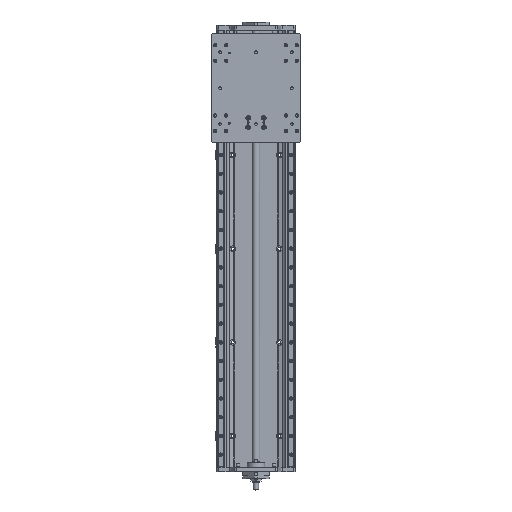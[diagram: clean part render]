
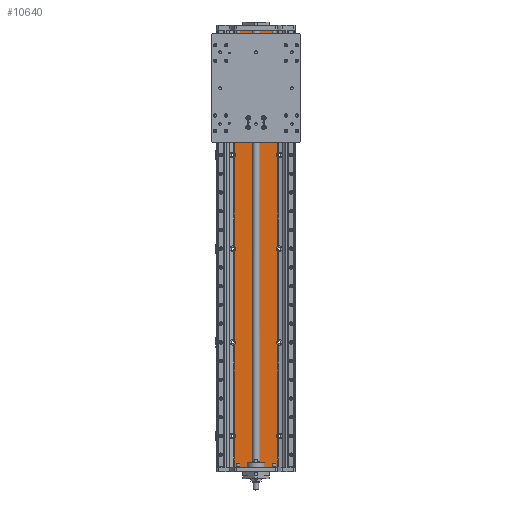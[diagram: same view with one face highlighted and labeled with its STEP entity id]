
A CAD part, top view. The second image highlights one B-rep face of the part: STEP entity #10640.
In plain terms, the highlighted planar face has unit normal (0, 0, 1).
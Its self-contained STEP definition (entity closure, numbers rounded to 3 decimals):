
#7048=CARTESIAN_POINT('',(56.069,-293.601,19.));
#7049=VERTEX_POINT('',#7048);
#7067=CARTESIAN_POINT('',(56.069,-386.,19.));
#7068=VERTEX_POINT('',#7067);
#7076=CARTESIAN_POINT('',(56.069,-386.,19.));
#7077=DIRECTION('',(0.0,1.0,0.0));
#7078=VECTOR('',#7077,92.399);
#7079=LINE('',#7076,#7078);
#7080=EDGE_CURVE('',#7068,#7049,#7079,.T.);
#9933=CARTESIAN_POINT('',(56.069,921.601,19.));
#9934=VERTEX_POINT('',#9933);
#9942=CARTESIAN_POINT('',(56.069,1014.,19.));
#9943=VERTEX_POINT('',#9942);
#9944=CARTESIAN_POINT('',(56.069,921.601,19.));
#9945=DIRECTION('',(0.0,1.0,0.0));
#9946=VECTOR('',#9945,92.399);
#9947=LINE('',#9944,#9946);
#9948=EDGE_CURVE('',#9934,#9943,#9947,.T.);
#10073=CARTESIAN_POINT('',(196.431,-293.601,19.));
#10074=VERTEX_POINT('',#10073);
#10082=CARTESIAN_POINT('',(196.431,-386.,19.));
#10083=VERTEX_POINT('',#10082);
#10084=CARTESIAN_POINT('',(196.431,-293.601,19.));
#10085=DIRECTION('',(0.0,-1.0,0.0));
#10086=VECTOR('',#10085,92.399);
#10087=LINE('',#10084,#10086);
#10088=EDGE_CURVE('',#10074,#10083,#10087,.T.);
#10141=CARTESIAN_POINT('',(56.069,-278.399,19.));
#10142=VERTEX_POINT('',#10141);
#10143=CARTESIAN_POINT('',(51.25,-286.,19.));
#10144=DIRECTION('',(0.0,0.0,-1.0));
#10145=DIRECTION('',(1.0,0.0,0.0));
#10146=AXIS2_PLACEMENT_3D('',#10143,#10144,#10145);
#10147=CIRCLE('',#10146,9.0);
#10148=EDGE_CURVE('',#10142,#7049,#10147,.T.);
#10218=CARTESIAN_POINT('',(196.431,-278.399,19.));
#10219=VERTEX_POINT('',#10218);
#10229=CARTESIAN_POINT('',(201.25,-286.,19.));
#10230=DIRECTION('',(0.0,0.0,-1.0));
#10231=DIRECTION('',(1.0,0.0,0.0));
#10232=AXIS2_PLACEMENT_3D('',#10229,#10230,#10231);
#10233=CIRCLE('',#10232,9.0);
#10234=EDGE_CURVE('',#10074,#10219,#10233,.T.);
#10275=CARTESIAN_POINT('',(196.431,621.601,19.));
#10276=VERTEX_POINT('',#10275);
#10294=CARTESIAN_POINT('',(196.431,906.399,19.));
#10295=VERTEX_POINT('',#10294);
#10303=CARTESIAN_POINT('',(196.431,906.399,19.));
#10304=DIRECTION('',(0.0,-1.0,0.0));
#10305=VECTOR('',#10304,284.798);
#10306=LINE('',#10303,#10305);
#10307=EDGE_CURVE('',#10295,#10276,#10306,.T.);
#10317=CARTESIAN_POINT('',(196.431,921.601,19.));
#10318=VERTEX_POINT('',#10317);
#10336=CARTESIAN_POINT('',(196.431,1014.,19.));
#10337=VERTEX_POINT('',#10336);
#10345=CARTESIAN_POINT('',(196.431,1014.,19.));
#10346=DIRECTION('',(0.0,-1.0,0.0));
#10347=VECTOR('',#10346,92.399);
#10348=LINE('',#10345,#10347);
#10349=EDGE_CURVE('',#10337,#10318,#10348,.T.);
#10388=CARTESIAN_POINT('',(201.25,914.,19.));
#10389=DIRECTION('',(0.0,0.0,-1.0));
#10390=DIRECTION('',(1.0,0.0,0.0));
#10391=AXIS2_PLACEMENT_3D('',#10388,#10389,#10390);
#10392=CIRCLE('',#10391,9.0);
#10393=EDGE_CURVE('',#10295,#10318,#10392,.T.);
#10463=CARTESIAN_POINT('',(56.069,906.399,19.));
#10464=VERTEX_POINT('',#10463);
#10472=CARTESIAN_POINT('',(51.25,914.,19.));
#10473=DIRECTION('',(0.0,0.0,-1.0));
#10474=DIRECTION('',(1.0,0.0,0.0));
#10475=AXIS2_PLACEMENT_3D('',#10472,#10473,#10474);
#10476=CIRCLE('',#10475,9.0);
#10477=EDGE_CURVE('',#9934,#10464,#10476,.T.);
#10506=CARTESIAN_POINT('',(216.8,1016.5,19.));
#10507=DIRECTION('',(0.0,0.0,-1.0));
#10508=DIRECTION('',(0.0,1.0,0.0));
#10509=AXIS2_PLACEMENT_3D('',#10506,#10507,#10508);
#10510=PLANE('',#10509);
#10511=CARTESIAN_POINT('',(56.069,621.601,19.));
#10512=VERTEX_POINT('',#10511);
#10513=CARTESIAN_POINT('',(56.069,606.399,19.));
#10514=VERTEX_POINT('',#10513);
#10515=CARTESIAN_POINT('',(51.25,614.,19.));
#10516=DIRECTION('',(0.0,0.0,-1.0));
#10517=DIRECTION('',(1.0,0.0,0.0));
#10518=AXIS2_PLACEMENT_3D('',#10515,#10516,#10517);
#10519=CIRCLE('',#10518,9.0);
#10520=EDGE_CURVE('',#10512,#10514,#10519,.T.);
#10521=ORIENTED_EDGE('',*,*,#10520,.T.);
#10522=CARTESIAN_POINT('',(56.069,321.601,19.));
#10523=VERTEX_POINT('',#10522);
#10524=CARTESIAN_POINT('',(56.069,321.601,19.));
#10525=DIRECTION('',(0.0,1.0,0.0));
#10526=VECTOR('',#10525,284.798);
#10527=LINE('',#10524,#10526);
#10528=EDGE_CURVE('',#10523,#10514,#10527,.T.);
#10529=ORIENTED_EDGE('',*,*,#10528,.F.);
#10530=CARTESIAN_POINT('',(56.069,306.399,19.));
#10531=VERTEX_POINT('',#10530);
#10532=CARTESIAN_POINT('',(51.25,314.,19.));
#10533=DIRECTION('',(0.0,0.0,-1.0));
#10534=DIRECTION('',(1.0,0.0,0.0));
#10535=AXIS2_PLACEMENT_3D('',#10532,#10533,#10534);
#10536=CIRCLE('',#10535,9.0);
#10537=EDGE_CURVE('',#10523,#10531,#10536,.T.);
#10538=ORIENTED_EDGE('',*,*,#10537,.T.);
#10539=CARTESIAN_POINT('',(56.069,21.601,19.));
#10540=VERTEX_POINT('',#10539);
#10541=CARTESIAN_POINT('',(56.069,21.601,19.));
#10542=DIRECTION('',(0.0,1.0,0.0));
#10543=VECTOR('',#10542,284.798);
#10544=LINE('',#10541,#10543);
#10545=EDGE_CURVE('',#10540,#10531,#10544,.T.);
#10546=ORIENTED_EDGE('',*,*,#10545,.F.);
#10547=CARTESIAN_POINT('',(56.069,6.399,19.));
#10548=VERTEX_POINT('',#10547);
#10549=CARTESIAN_POINT('',(51.25,14.,19.));
#10550=DIRECTION('',(0.0,0.0,-1.0));
#10551=DIRECTION('',(1.0,0.0,0.0));
#10552=AXIS2_PLACEMENT_3D('',#10549,#10550,#10551);
#10553=CIRCLE('',#10552,9.0);
#10554=EDGE_CURVE('',#10540,#10548,#10553,.T.);
#10555=ORIENTED_EDGE('',*,*,#10554,.T.);
#10556=CARTESIAN_POINT('',(56.069,-278.399,19.));
#10557=DIRECTION('',(0.0,1.0,0.0));
#10558=VECTOR('',#10557,284.798);
#10559=LINE('',#10556,#10558);
#10560=EDGE_CURVE('',#10142,#10548,#10559,.T.);
#10561=ORIENTED_EDGE('',*,*,#10560,.F.);
#10562=ORIENTED_EDGE('',*,*,#10148,.T.);
#10563=ORIENTED_EDGE('',*,*,#7080,.F.);
#10564=CARTESIAN_POINT('',(56.069,-386.,19.));
#10565=DIRECTION('',(1.0,0.0,0.0));
#10566=VECTOR('',#10565,140.361);
#10567=LINE('',#10564,#10566);
#10568=EDGE_CURVE('',#7068,#10083,#10567,.T.);
#10569=ORIENTED_EDGE('',*,*,#10568,.T.);
#10570=ORIENTED_EDGE('',*,*,#10088,.F.);
#10571=ORIENTED_EDGE('',*,*,#10234,.T.);
#10572=CARTESIAN_POINT('',(196.431,6.399,19.));
#10573=VERTEX_POINT('',#10572);
#10574=CARTESIAN_POINT('',(196.431,6.399,19.));
#10575=DIRECTION('',(0.0,-1.0,0.0));
#10576=VECTOR('',#10575,284.798);
#10577=LINE('',#10574,#10576);
#10578=EDGE_CURVE('',#10573,#10219,#10577,.T.);
#10579=ORIENTED_EDGE('',*,*,#10578,.F.);
#10580=CARTESIAN_POINT('',(196.431,21.601,19.));
#10581=VERTEX_POINT('',#10580);
#10582=CARTESIAN_POINT('',(201.25,14.,19.));
#10583=DIRECTION('',(0.0,0.0,-1.0));
#10584=DIRECTION('',(1.0,0.0,0.0));
#10585=AXIS2_PLACEMENT_3D('',#10582,#10583,#10584);
#10586=CIRCLE('',#10585,9.0);
#10587=EDGE_CURVE('',#10573,#10581,#10586,.T.);
#10588=ORIENTED_EDGE('',*,*,#10587,.T.);
#10589=CARTESIAN_POINT('',(196.431,306.399,19.));
#10590=VERTEX_POINT('',#10589);
#10591=CARTESIAN_POINT('',(196.431,306.399,19.));
#10592=DIRECTION('',(0.0,-1.0,0.0));
#10593=VECTOR('',#10592,284.798);
#10594=LINE('',#10591,#10593);
#10595=EDGE_CURVE('',#10590,#10581,#10594,.T.);
#10596=ORIENTED_EDGE('',*,*,#10595,.F.);
#10597=CARTESIAN_POINT('',(196.431,321.601,19.));
#10598=VERTEX_POINT('',#10597);
#10599=CARTESIAN_POINT('',(201.25,314.,19.));
#10600=DIRECTION('',(0.0,0.0,-1.0));
#10601=DIRECTION('',(1.0,0.0,0.0));
#10602=AXIS2_PLACEMENT_3D('',#10599,#10600,#10601);
#10603=CIRCLE('',#10602,9.0);
#10604=EDGE_CURVE('',#10590,#10598,#10603,.T.);
#10605=ORIENTED_EDGE('',*,*,#10604,.T.);
#10606=CARTESIAN_POINT('',(196.431,606.399,19.));
#10607=VERTEX_POINT('',#10606);
#10608=CARTESIAN_POINT('',(196.431,606.399,19.));
#10609=DIRECTION('',(0.0,-1.0,0.0));
#10610=VECTOR('',#10609,284.798);
#10611=LINE('',#10608,#10610);
#10612=EDGE_CURVE('',#10607,#10598,#10611,.T.);
#10613=ORIENTED_EDGE('',*,*,#10612,.F.);
#10614=CARTESIAN_POINT('',(201.25,614.,19.));
#10615=DIRECTION('',(0.0,0.0,-1.0));
#10616=DIRECTION('',(1.0,0.0,0.0));
#10617=AXIS2_PLACEMENT_3D('',#10614,#10615,#10616);
#10618=CIRCLE('',#10617,9.0);
#10619=EDGE_CURVE('',#10607,#10276,#10618,.T.);
#10620=ORIENTED_EDGE('',*,*,#10619,.T.);
#10621=ORIENTED_EDGE('',*,*,#10307,.F.);
#10622=ORIENTED_EDGE('',*,*,#10393,.T.);
#10623=ORIENTED_EDGE('',*,*,#10349,.F.);
#10624=CARTESIAN_POINT('',(196.431,1014.,19.));
#10625=DIRECTION('',(-1.0,0.0,0.0));
#10626=VECTOR('',#10625,140.361);
#10627=LINE('',#10624,#10626);
#10628=EDGE_CURVE('',#10337,#9943,#10627,.T.);
#10629=ORIENTED_EDGE('',*,*,#10628,.T.);
#10630=ORIENTED_EDGE('',*,*,#9948,.F.);
#10631=ORIENTED_EDGE('',*,*,#10477,.T.);
#10632=CARTESIAN_POINT('',(56.069,621.601,19.));
#10633=DIRECTION('',(0.0,1.0,0.0));
#10634=VECTOR('',#10633,284.798);
#10635=LINE('',#10632,#10634);
#10636=EDGE_CURVE('',#10512,#10464,#10635,.T.);
#10637=ORIENTED_EDGE('',*,*,#10636,.F.);
#10638=EDGE_LOOP('',(#10521,#10529,#10538,#10546,#10555,#10561,#10562,#10563,#10569,#10570,#10571,#10579,#10588,#10596,#10605,#10613,#10620,#10621,#10622,#10623,#10629,#10630,#10631,#10637));
#10639=FACE_OUTER_BOUND('',#10638,.T.);
#10640=ADVANCED_FACE('',(#10639),#10510,.F.);
